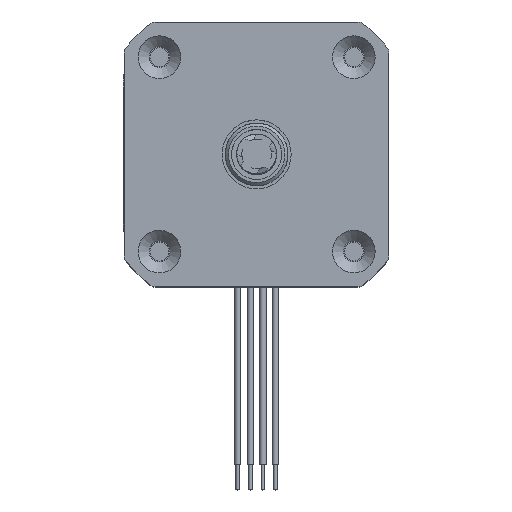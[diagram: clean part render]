
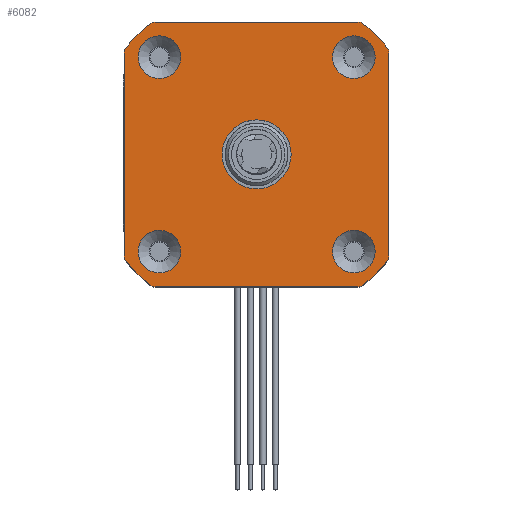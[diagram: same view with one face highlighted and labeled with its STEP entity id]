
A CAD part, top view. The second image highlights one B-rep face of the part: STEP entity #6082.
In plain terms, the highlighted face is planar.
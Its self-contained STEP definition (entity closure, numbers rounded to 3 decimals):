
#576=LINE('',#10002,#1068);
#577=LINE('',#10010,#1069);
#578=LINE('',#10018,#1070);
#579=LINE('',#10026,#1071);
#1068=VECTOR('',#8235,32.311);
#1069=VECTOR('',#8242,32.311);
#1070=VECTOR('',#8249,32.311);
#1071=VECTOR('',#8256,32.311);
#1349=FACE_BOUND('',#2128,.T.);
#1350=FACE_BOUND('',#2129,.T.);
#1351=FACE_BOUND('',#2130,.T.);
#1352=FACE_BOUND('',#2131,.T.);
#1353=FACE_BOUND('',#2132,.T.);
#1667=FACE_OUTER_BOUND('',#2127,.T.);
#2127=EDGE_LOOP('',(#5134,#5135,#5136,#5137,#5138,#5139,#5140,#5141,#5142,
#5143,#5144,#5145,#5146,#5147,#5148,#5149));
#2128=EDGE_LOOP('',(#5150));
#2129=EDGE_LOOP('',(#5151));
#2130=EDGE_LOOP('',(#5152));
#2131=EDGE_LOOP('',(#5153));
#2132=EDGE_LOOP('',(#5154));
#2446=CIRCLE('',#6642,5.5);
#2469=CIRCLE('',#6670,26.9);
#2470=CIRCLE('',#6671,1.5);
#2471=CIRCLE('',#6672,1.5);
#2472=CIRCLE('',#6673,26.9);
#2473=CIRCLE('',#6674,1.5);
#2474=CIRCLE('',#6675,1.5);
#2475=CIRCLE('',#6676,26.9);
#2476=CIRCLE('',#6677,1.5);
#2477=CIRCLE('',#6678,1.5);
#2478=CIRCLE('',#6679,26.9);
#2479=CIRCLE('',#6680,1.5);
#2480=CIRCLE('',#6681,1.5);
#2481=CIRCLE('',#6682,3.4);
#2482=CIRCLE('',#6683,3.4);
#2483=CIRCLE('',#6684,3.4);
#2484=CIRCLE('',#6685,3.4);
#2954=VERTEX_POINT('',#9913);
#2993=VERTEX_POINT('',#9996);
#2994=VERTEX_POINT('',#9997);
#2995=VERTEX_POINT('',#9999);
#2996=VERTEX_POINT('',#10001);
#2997=VERTEX_POINT('',#10003);
#2998=VERTEX_POINT('',#10005);
#2999=VERTEX_POINT('',#10007);
#3000=VERTEX_POINT('',#10009);
#3001=VERTEX_POINT('',#10011);
#3002=VERTEX_POINT('',#10013);
#3003=VERTEX_POINT('',#10015);
#3004=VERTEX_POINT('',#10017);
#3005=VERTEX_POINT('',#10019);
#3006=VERTEX_POINT('',#10021);
#3007=VERTEX_POINT('',#10023);
#3008=VERTEX_POINT('',#10025);
#3009=VERTEX_POINT('',#10028);
#3010=VERTEX_POINT('',#10030);
#3011=VERTEX_POINT('',#10032);
#3012=VERTEX_POINT('',#10034);
#3702=EDGE_CURVE('',#2954,#2954,#2446,.F.);
#3741=EDGE_CURVE('',#2993,#2994,#2469,.T.);
#3742=EDGE_CURVE('',#2995,#2993,#2470,.T.);
#3743=EDGE_CURVE('',#2996,#2995,#576,.T.);
#3744=EDGE_CURVE('',#2997,#2996,#2471,.T.);
#3745=EDGE_CURVE('',#2998,#2997,#2472,.T.);
#3746=EDGE_CURVE('',#2999,#2998,#2473,.T.);
#3747=EDGE_CURVE('',#3000,#2999,#577,.T.);
#3748=EDGE_CURVE('',#3001,#3000,#2474,.T.);
#3749=EDGE_CURVE('',#3002,#3001,#2475,.T.);
#3750=EDGE_CURVE('',#3003,#3002,#2476,.T.);
#3751=EDGE_CURVE('',#3004,#3003,#578,.T.);
#3752=EDGE_CURVE('',#3005,#3004,#2477,.T.);
#3753=EDGE_CURVE('',#3006,#3005,#2478,.T.);
#3754=EDGE_CURVE('',#3007,#3006,#2479,.T.);
#3755=EDGE_CURVE('',#3008,#3007,#579,.T.);
#3756=EDGE_CURVE('',#2994,#3008,#2480,.T.);
#3757=EDGE_CURVE('',#3009,#3009,#2481,.T.);
#3758=EDGE_CURVE('',#3010,#3010,#2482,.T.);
#3759=EDGE_CURVE('',#3011,#3011,#2483,.T.);
#3760=EDGE_CURVE('',#3012,#3012,#2484,.T.);
#5134=ORIENTED_EDGE('',*,*,#3741,.F.);
#5135=ORIENTED_EDGE('',*,*,#3742,.F.);
#5136=ORIENTED_EDGE('',*,*,#3743,.F.);
#5137=ORIENTED_EDGE('',*,*,#3744,.F.);
#5138=ORIENTED_EDGE('',*,*,#3745,.F.);
#5139=ORIENTED_EDGE('',*,*,#3746,.F.);
#5140=ORIENTED_EDGE('',*,*,#3747,.F.);
#5141=ORIENTED_EDGE('',*,*,#3748,.F.);
#5142=ORIENTED_EDGE('',*,*,#3749,.F.);
#5143=ORIENTED_EDGE('',*,*,#3750,.F.);
#5144=ORIENTED_EDGE('',*,*,#3751,.F.);
#5145=ORIENTED_EDGE('',*,*,#3752,.F.);
#5146=ORIENTED_EDGE('',*,*,#3753,.F.);
#5147=ORIENTED_EDGE('',*,*,#3754,.F.);
#5148=ORIENTED_EDGE('',*,*,#3755,.F.);
#5149=ORIENTED_EDGE('',*,*,#3756,.F.);
#5150=ORIENTED_EDGE('',*,*,#3702,.T.);
#5151=ORIENTED_EDGE('',*,*,#3757,.T.);
#5152=ORIENTED_EDGE('',*,*,#3758,.T.);
#5153=ORIENTED_EDGE('',*,*,#3759,.T.);
#5154=ORIENTED_EDGE('',*,*,#3760,.T.);
#5707=PLANE('',#6669);
#6082=ADVANCED_FACE('',(#1667,#1349,#1350,#1351,#1352,#1353),#5707,.F.);
#6642=AXIS2_PLACEMENT_3D('',#9914,#8159,#8160);
#6669=AXIS2_PLACEMENT_3D('',#9995,#8229,#8230);
#6670=AXIS2_PLACEMENT_3D('',#9998,#8231,#8232);
#6671=AXIS2_PLACEMENT_3D('',#10000,#8233,#8234);
#6672=AXIS2_PLACEMENT_3D('',#10004,#8236,#8237);
#6673=AXIS2_PLACEMENT_3D('',#10006,#8238,#8239);
#6674=AXIS2_PLACEMENT_3D('',#10008,#8240,#8241);
#6675=AXIS2_PLACEMENT_3D('',#10012,#8243,#8244);
#6676=AXIS2_PLACEMENT_3D('',#10014,#8245,#8246);
#6677=AXIS2_PLACEMENT_3D('',#10016,#8247,#8248);
#6678=AXIS2_PLACEMENT_3D('',#10020,#8250,#8251);
#6679=AXIS2_PLACEMENT_3D('',#10022,#8252,#8253);
#6680=AXIS2_PLACEMENT_3D('',#10024,#8254,#8255);
#6681=AXIS2_PLACEMENT_3D('',#10027,#8257,#8258);
#6682=AXIS2_PLACEMENT_3D('',#10029,#8259,#8260);
#6683=AXIS2_PLACEMENT_3D('',#10031,#8261,#8262);
#6684=AXIS2_PLACEMENT_3D('',#10033,#8263,#8264);
#6685=AXIS2_PLACEMENT_3D('',#10035,#8265,#8266);
#8159=DIRECTION('center_axis',(0.,0.,-1.));
#8160=DIRECTION('ref_axis',(-1.,0.,0.));
#8229=DIRECTION('center_axis',(0.,0.,1.));
#8230=DIRECTION('ref_axis',(1.,0.,0.));
#8231=DIRECTION('center_axis',(0.,0.,1.));
#8232=DIRECTION('ref_axis',(1.,0.,0.));
#8233=DIRECTION('center_axis',(0.,0.,1.));
#8234=DIRECTION('ref_axis',(-1.,0.,0.));
#8235=DIRECTION('',(0.,-1.,0.));
#8236=DIRECTION('center_axis',(0.,0.,1.));
#8237=DIRECTION('ref_axis',(-1.,0.,0.));
#8238=DIRECTION('center_axis',(0.,0.,1.));
#8239=DIRECTION('ref_axis',(1.,0.,0.));
#8240=DIRECTION('center_axis',(0.,0.,1.));
#8241=DIRECTION('ref_axis',(-1.,0.,0.));
#8242=DIRECTION('',(-1.,0.,0.));
#8243=DIRECTION('center_axis',(0.,0.,1.));
#8244=DIRECTION('ref_axis',(-1.,0.,0.));
#8245=DIRECTION('center_axis',(0.,0.,1.));
#8246=DIRECTION('ref_axis',(1.,0.,0.));
#8247=DIRECTION('center_axis',(0.,0.,1.));
#8248=DIRECTION('ref_axis',(-1.,0.,0.));
#8249=DIRECTION('',(0.,1.,0.));
#8250=DIRECTION('center_axis',(0.,0.,1.));
#8251=DIRECTION('ref_axis',(-1.,0.,0.));
#8252=DIRECTION('center_axis',(0.,0.,1.));
#8253=DIRECTION('ref_axis',(1.,0.,0.));
#8254=DIRECTION('center_axis',(0.,0.,1.));
#8255=DIRECTION('ref_axis',(-1.,0.,0.));
#8256=DIRECTION('',(1.,0.,0.));
#8257=DIRECTION('center_axis',(0.,0.,1.));
#8258=DIRECTION('ref_axis',(1.,0.,0.));
#8259=DIRECTION('center_axis',(0.,0.,1.));
#8260=DIRECTION('ref_axis',(1.,0.,0.));
#8261=DIRECTION('center_axis',(0.,0.,1.));
#8262=DIRECTION('ref_axis',(1.,0.,0.));
#8263=DIRECTION('center_axis',(0.,0.,1.));
#8264=DIRECTION('ref_axis',(1.,0.,0.));
#8265=DIRECTION('center_axis',(0.,0.,1.));
#8266=DIRECTION('ref_axis',(1.,0.,0.));
#9913=CARTESIAN_POINT('',(-5.5,0.,1.8));
#9914=CARTESIAN_POINT('Origin',(0.,0.,1.8));
#9995=CARTESIAN_POINT('Origin',(0.,0.,1.8));
#9996=CARTESIAN_POINT('',(-20.757,-17.11,1.8));
#9997=CARTESIAN_POINT('',(-17.11,-20.757,1.8));
#9998=CARTESIAN_POINT('Origin',(0.,0.,1.8));
#9999=CARTESIAN_POINT('',(-21.1,-16.155,1.8));
#10000=CARTESIAN_POINT('Origin',(-19.6,-16.155,1.8));
#10001=CARTESIAN_POINT('',(-21.1,16.155,1.8));
#10002=CARTESIAN_POINT('',(-21.1,16.155,1.8));
#10003=CARTESIAN_POINT('',(-20.757,17.11,1.8));
#10004=CARTESIAN_POINT('Origin',(-19.6,16.155,1.8));
#10005=CARTESIAN_POINT('',(-17.11,20.757,1.8));
#10006=CARTESIAN_POINT('Origin',(0.,0.,1.8));
#10007=CARTESIAN_POINT('',(-16.155,21.1,1.8));
#10008=CARTESIAN_POINT('Origin',(-16.155,19.6,1.8));
#10009=CARTESIAN_POINT('',(16.155,21.1,1.8));
#10010=CARTESIAN_POINT('',(16.155,21.1,1.8));
#10011=CARTESIAN_POINT('',(17.11,20.757,1.8));
#10012=CARTESIAN_POINT('Origin',(16.155,19.6,1.8));
#10013=CARTESIAN_POINT('',(20.757,17.11,1.8));
#10014=CARTESIAN_POINT('Origin',(0.,0.,1.8));
#10015=CARTESIAN_POINT('',(21.1,16.155,1.8));
#10016=CARTESIAN_POINT('Origin',(19.6,16.155,1.8));
#10017=CARTESIAN_POINT('',(21.1,-16.155,1.8));
#10018=CARTESIAN_POINT('',(21.1,-16.155,1.8));
#10019=CARTESIAN_POINT('',(20.757,-17.11,1.8));
#10020=CARTESIAN_POINT('Origin',(19.6,-16.155,1.8));
#10021=CARTESIAN_POINT('',(17.11,-20.757,1.8));
#10022=CARTESIAN_POINT('Origin',(0.,0.,1.8));
#10023=CARTESIAN_POINT('',(16.155,-21.1,1.8));
#10024=CARTESIAN_POINT('Origin',(16.155,-19.6,1.8));
#10025=CARTESIAN_POINT('',(-16.155,-21.1,1.8));
#10026=CARTESIAN_POINT('',(-16.155,-21.1,1.8));
#10027=CARTESIAN_POINT('Origin',(-16.155,-19.6,1.8));
#10028=CARTESIAN_POINT('',(18.9,-15.5,1.8));
#10029=CARTESIAN_POINT('Origin',(15.5,-15.5,1.8));
#10030=CARTESIAN_POINT('',(-12.1,-15.5,1.8));
#10031=CARTESIAN_POINT('Origin',(-15.5,-15.5,1.8));
#10032=CARTESIAN_POINT('',(18.9,15.5,1.8));
#10033=CARTESIAN_POINT('Origin',(15.5,15.5,1.8));
#10034=CARTESIAN_POINT('',(-12.1,15.5,1.8));
#10035=CARTESIAN_POINT('Origin',(-15.5,15.5,1.8));
